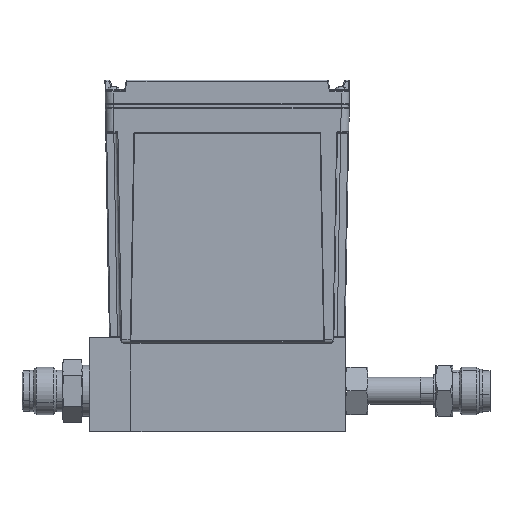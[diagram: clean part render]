
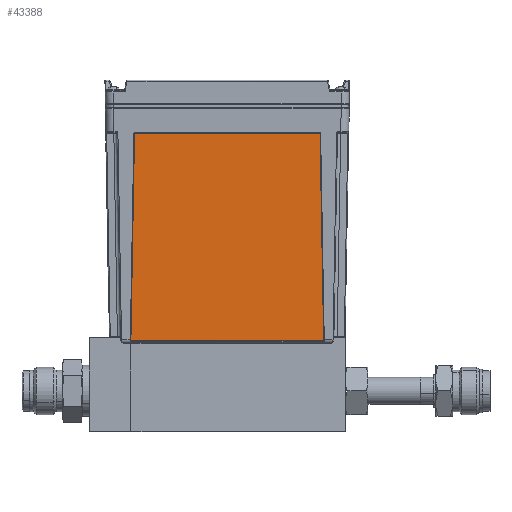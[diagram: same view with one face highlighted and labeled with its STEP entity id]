
A CAD part, top view. The second image highlights one B-rep face of the part: STEP entity #43388.
In plain terms, the highlighted planar face has unit normal (0, -0.018, 1).
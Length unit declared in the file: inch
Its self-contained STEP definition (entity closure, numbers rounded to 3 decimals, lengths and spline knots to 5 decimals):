
#254 = CIRCLE ( 'NONE', #32476, 0.02 ) ;
#492 = VECTOR ( 'NONE', #8765, 39.37008 ) ;
#2427 = DIRECTION ( 'NONE',  ( -0.017, -1., -0.017 ) ) ;
#2865 = CARTESIAN_POINT ( 'NONE',  ( -2.74315, 0.80953, 0.96303 ) ) ;
#2938 = FACE_OUTER_BOUND ( 'NONE', #3418, .T. ) ;
#3418 = EDGE_LOOP ( 'NONE', ( #24058, #29425, #43826, #25993, #43222, #44282, #20863, #28329 ) ) ;
#4530 = CARTESIAN_POINT ( 'NONE',  ( 0.77015, 0.82953, 0.96338 ) ) ;
#4815 = CARTESIAN_POINT ( 'NONE',  ( 0.79014, 0.82988, 0.96339 ) ) ;
#7954 = DIRECTION ( 'NONE',  ( 1., 0., 0. ) ) ;
#8109 = EDGE_CURVE ( 'NONE', #35870, #14909, #254, .T. ) ;
#8765 = DIRECTION ( 'NONE',  ( -0.017, 1., 0.017 ) ) ;
#8985 = CARTESIAN_POINT ( 'NONE',  ( -2.7635, 0.80953, 0.96303 ) ) ;
#9286 = DIRECTION ( 'NONE',  ( 0., -0.017, 1. ) ) ;
#9571 = CARTESIAN_POINT ( 'NONE',  ( 0.70385, 4.61895, 1.02953 ) ) ;
#10089 = VERTEX_POINT ( 'NONE', #18262 ) ;
#10490 = AXIS2_PLACEMENT_3D ( 'NONE', #12048, #36543, #15501 ) ;
#11367 = CARTESIAN_POINT ( 'NONE',  ( -2.76314, 0.82988, 0.96339 ) ) ;
#12048 = CARTESIAN_POINT ( 'NONE',  ( -0.9865, 4.63895, 1.02987 ) ) ;
#12856 = CARTESIAN_POINT ( 'NONE',  ( -2.74315, 0.82953, 0.96338 ) ) ;
#13057 = CARTESIAN_POINT ( 'NONE',  ( 0.7235, 4.63895, 1.02987 ) ) ;
#13088 = VECTOR ( 'NONE', #33453, 39.37008 ) ;
#13091 = DIRECTION ( 'NONE',  ( 1., 0., 0. ) ) ;
#14909 = VERTEX_POINT ( 'NONE', #37196 ) ;
#15083 = VECTOR ( 'NONE', #23488, 39.37008 ) ;
#15501 = DIRECTION ( 'NONE',  ( 1., 0., 0. ) ) ;
#16283 = DIRECTION ( 'NONE',  ( 1., 0., 0. ) ) ;
#16672 = CARTESIAN_POINT ( 'NONE',  ( 0.77015, 0.80953, 0.96303 ) ) ;
#17107 = LINE ( 'NONE', #23088, #44233 ) ;
#18262 = CARTESIAN_POINT ( 'NONE',  ( 0.72384, 4.6193, 1.02953 ) ) ;
#18309 = EDGE_CURVE ( 'NONE', #22533, #43359, #34266, .T. ) ;
#18526 = EDGE_CURVE ( 'NONE', #10089, #32811, #35335, .T. ) ;
#18967 = EDGE_CURVE ( 'NONE', #43359, #10089, #26913, .T. ) ;
#19570 = CIRCLE ( 'NONE', #37801, 0.02 ) ;
#20863 = ORIENTED_EDGE ( 'NONE', *, *, #23512, .T. ) ;
#21300 = EDGE_CURVE ( 'NONE', #32811, #35870, #43209, .T. ) ;
#22343 = LINE ( 'NONE', #8985, #13088 ) ;
#22533 = VERTEX_POINT ( 'NONE', #16672 ) ;
#22554 = VERTEX_POINT ( 'NONE', #2865 ) ;
#23088 = CARTESIAN_POINT ( 'NONE',  ( -2.6965, 4.63895, 1.02987 ) ) ;
#23488 = DIRECTION ( 'NONE',  ( -1., 0., 0. ) ) ;
#23512 = EDGE_CURVE ( 'NONE', #14909, #40393, #17107, .T. ) ;
#24058 = ORIENTED_EDGE ( 'NONE', *, *, #27368, .T. ) ;
#25993 = ORIENTED_EDGE ( 'NONE', *, *, #18526, .T. ) ;
#26913 = LINE ( 'NONE', #29699, #492 ) ;
#27368 = EDGE_CURVE ( 'NONE', #22554, #22533, #22343, .T. ) ;
#27813 = CARTESIAN_POINT ( 'NONE',  ( -2.67685, 4.63895, 1.02987 ) ) ;
#28329 = ORIENTED_EDGE ( 'NONE', *, *, #43730, .T. ) ;
#28815 = DIRECTION ( 'NONE',  ( 0., -0.017, 1. ) ) ;
#29425 = ORIENTED_EDGE ( 'NONE', *, *, #18309, .T. ) ;
#29699 = CARTESIAN_POINT ( 'NONE',  ( 0.7905, 0.80953, 0.96303 ) ) ;
#30226 = CARTESIAN_POINT ( 'NONE',  ( -2.67685, 4.61895, 1.02953 ) ) ;
#32476 = AXIS2_PLACEMENT_3D ( 'NONE', #30226, #9286, #33762 ) ;
#32811 = VERTEX_POINT ( 'NONE', #36087 ) ;
#33453 = DIRECTION ( 'NONE',  ( 1., 0., 0. ) ) ;
#33762 = DIRECTION ( 'NONE',  ( 1., 0., 0. ) ) ;
#34049 = DIRECTION ( 'NONE',  ( 0., -0.017, 1. ) ) ;
#34266 = CIRCLE ( 'NONE', #40878, 0.02 ) ;
#35335 = CIRCLE ( 'NONE', #40276, 0.02 ) ;
#35870 = VERTEX_POINT ( 'NONE', #27813 ) ;
#36087 = CARTESIAN_POINT ( 'NONE',  ( 0.70385, 4.63895, 1.02987 ) ) ;
#36387 = PLANE ( 'NONE',  #10490 ) ;
#36543 = DIRECTION ( 'NONE',  ( 0., -0.017, 1. ) ) ;
#37196 = CARTESIAN_POINT ( 'NONE',  ( -2.69684, 4.6193, 1.02953 ) ) ;
#37364 = DIRECTION ( 'NONE',  ( 0., -0.017, 1. ) ) ;
#37801 = AXIS2_PLACEMENT_3D ( 'NONE', #12856, #37364, #16283 ) ;
#40276 = AXIS2_PLACEMENT_3D ( 'NONE', #9571, #34049, #13091 ) ;
#40393 = VERTEX_POINT ( 'NONE', #11367 ) ;
#40878 = AXIS2_PLACEMENT_3D ( 'NONE', #4530, #28815, #7954 ) ;
#43209 = LINE ( 'NONE', #13057, #15083 ) ;
#43222 = ORIENTED_EDGE ( 'NONE', *, *, #21300, .T. ) ;
#43359 = VERTEX_POINT ( 'NONE', #4815 ) ;
#43388 = ADVANCED_FACE ( 'NONE', ( #2938 ), #36387, .T. ) ;
#43730 = EDGE_CURVE ( 'NONE', #40393, #22554, #19570, .T. ) ;
#43826 = ORIENTED_EDGE ( 'NONE', *, *, #18967, .T. ) ;
#44233 = VECTOR ( 'NONE', #2427, 39.37008 ) ;
#44282 = ORIENTED_EDGE ( 'NONE', *, *, #8109, .T. ) ;
